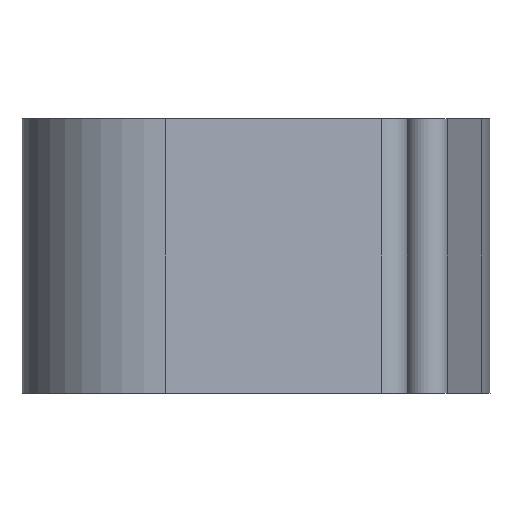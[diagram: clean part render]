
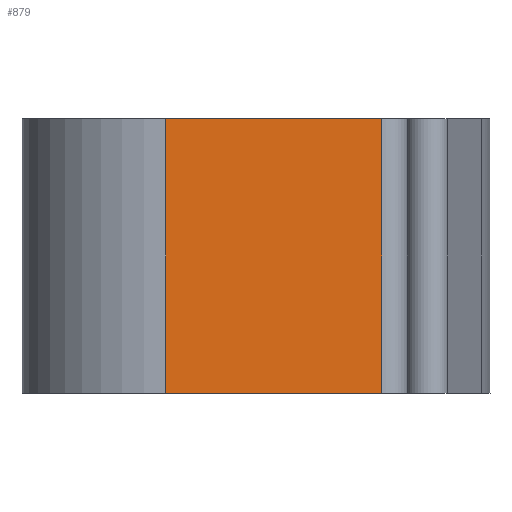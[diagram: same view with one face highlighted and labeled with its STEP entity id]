
A CAD part, left-side view. The second image highlights one B-rep face of the part: STEP entity #879.
In plain terms, the highlighted planar face has unit normal (-0.998, -0.061, 0).
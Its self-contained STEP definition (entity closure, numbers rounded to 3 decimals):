
#355 = EDGE_LOOP ( 'NONE', ( #440, #441, #442, #431 ) ) ;
#431 = ORIENTED_EDGE ( 'NONE', *, *, #768, .F. ) ;
#440 = ORIENTED_EDGE ( 'NONE', *, *, #608, .F. ) ;
#441 = ORIENTED_EDGE ( 'NONE', *, *, #673, .T. ) ;
#442 = ORIENTED_EDGE ( 'NONE', *, *, #767, .F. ) ;
#608 = EDGE_CURVE ( 'NONE', #2039, #2068, #1330, .T. ) ;
#673 = EDGE_CURVE ( 'NONE', #2039, #2073, #1428, .T. ) ;
#767 = EDGE_CURVE ( 'NONE', #2078, #2073, #1573, .T. ) ;
#768 = EDGE_CURVE ( 'NONE', #2068, #2078, #1577, .T. ) ;
#879 = ADVANCED_FACE ( 'NONE', ( #1660 ), #2708, .T. ) ;
#1330 = LINE ( 'NONE', #2179, #1331 ) ;
#1331 = VECTOR ( 'NONE', #2180, 1000. ) ;
#1426 = VECTOR ( 'NONE', #2339, 1000. ) ;
#1428 = LINE ( 'NONE', #2338, #1426 ) ;
#1564 = VECTOR ( 'NONE', #2570, 1000. ) ;
#1573 = LINE ( 'NONE', #2569, #1564 ) ;
#1577 = LINE ( 'NONE', #2571, #1578 ) ;
#1578 = VECTOR ( 'NONE', #2572, 1000. ) ;
#1660 = FACE_OUTER_BOUND ( 'NONE', #355, .T. ) ;
#1769 = AXIS2_PLACEMENT_3D ( 'NONE', #2707, #2717, #2718 ) ;
#2039 = VERTEX_POINT ( 'NONE', #3263 ) ;
#2068 = VERTEX_POINT ( 'NONE', #3292 ) ;
#2073 = VERTEX_POINT ( 'NONE', #3297 ) ;
#2078 = VERTEX_POINT ( 'NONE', #3302 ) ;
#2179 = CARTESIAN_POINT ( 'NONE',  ( -4.919, -3.261, -5. ) ) ;
#2180 = DIRECTION ( 'NONE',  ( -0.062, 0.998, 0. ) ) ;
#2338 = CARTESIAN_POINT ( 'NONE',  ( -4.435, -11.119, -22.135 ) ) ;
#2339 = DIRECTION ( 'NONE',  ( 0., 0., 1. ) ) ;
#2569 = CARTESIAN_POINT ( 'NONE',  ( -4.919, -3.261, 5. ) ) ;
#2570 = DIRECTION ( 'NONE',  ( 0.062, -0.998, 0. ) ) ;
#2571 = CARTESIAN_POINT ( 'NONE',  ( -4.919, -3.261, -22.135 ) ) ;
#2572 = DIRECTION ( 'NONE',  ( 0., 0., 1. ) ) ;
#2707 = CARTESIAN_POINT ( 'NONE',  ( -4.919, -3.261, -22.135 ) ) ;
#2708 = PLANE ( 'NONE',  #1769 ) ;
#2717 = DIRECTION ( 'NONE',  ( -0.998, -0.062, 0. ) ) ;
#2718 = DIRECTION ( 'NONE',  ( 0.062, -0.998, 0. ) ) ;
#3263 = CARTESIAN_POINT ( 'NONE',  ( -4.435, -11.119, -5. ) ) ;
#3292 = CARTESIAN_POINT ( 'NONE',  ( -4.919, -3.261, -5. ) ) ;
#3297 = CARTESIAN_POINT ( 'NONE',  ( -4.435, -11.119, 5. ) ) ;
#3302 = CARTESIAN_POINT ( 'NONE',  ( -4.919, -3.261, 5. ) ) ;
